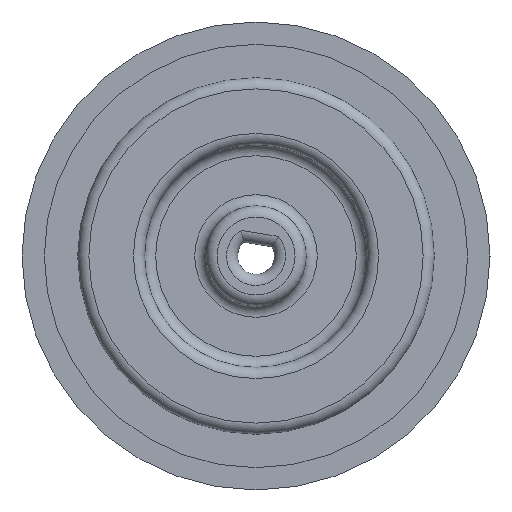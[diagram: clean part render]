
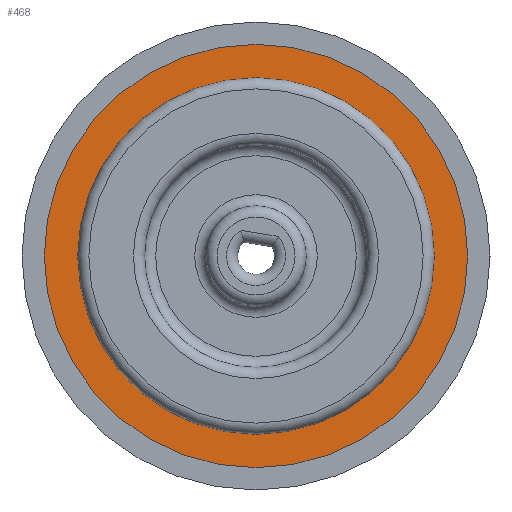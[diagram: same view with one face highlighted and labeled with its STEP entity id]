
A CAD part, front view. The second image highlights one B-rep face of the part: STEP entity #468.
In plain terms, the highlighted planar face has unit normal (0, -1, 0).
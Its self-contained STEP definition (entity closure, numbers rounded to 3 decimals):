
#39=FACE_BOUND('',#151,.T.);
#71=CIRCLE('',#530,16.);
#74=CIRCLE('',#535,19.);
#111=FACE_OUTER_BOUND('',#150,.T.);
#150=EDGE_LOOP('',(#399));
#151=EDGE_LOOP('',(#400));
#229=VERTEX_POINT('',#848);
#232=VERTEX_POINT('',#857);
#286=EDGE_CURVE('',#229,#229,#71,.T.);
#289=EDGE_CURVE('',#232,#232,#74,.T.);
#399=ORIENTED_EDGE('',*,*,#289,.F.);
#400=ORIENTED_EDGE('',*,*,#286,.F.);
#442=PLANE('',#536);
#468=ADVANCED_FACE('',(#111,#39),#442,.T.);
#530=AXIS2_PLACEMENT_3D('',#850,#669,#670);
#535=AXIS2_PLACEMENT_3D('',#858,#679,#680);
#536=AXIS2_PLACEMENT_3D('',#860,#682,#683);
#669=DIRECTION('center_axis',(0.,-1.,0.));
#670=DIRECTION('ref_axis',(-1.,0.,0.));
#679=DIRECTION('center_axis',(0.,1.,0.));
#680=DIRECTION('ref_axis',(1.,0.,0.));
#682=DIRECTION('center_axis',(0.,-1.,0.));
#683=DIRECTION('ref_axis',(0.,0.,-1.));
#848=CARTESIAN_POINT('',(-43.,-62.,31.));
#850=CARTESIAN_POINT('Origin',(-59.,-62.,31.));
#857=CARTESIAN_POINT('',(-78.,-62.,31.));
#858=CARTESIAN_POINT('Origin',(-59.,-62.,31.));
#860=CARTESIAN_POINT('Origin',(-80.,-62.,31.));
